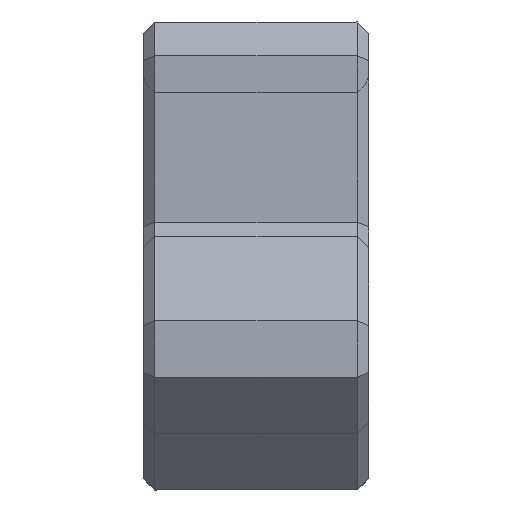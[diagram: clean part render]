
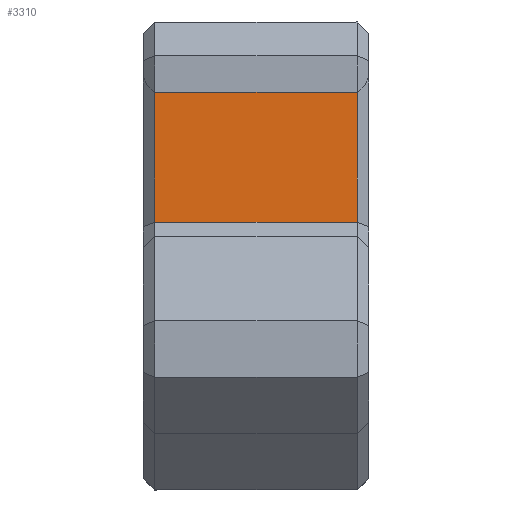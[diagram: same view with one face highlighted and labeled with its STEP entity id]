
A CAD part, left-side view. The second image highlights one B-rep face of the part: STEP entity #3310.
In plain terms, the highlighted planar face has unit normal (-1, 0, 0).
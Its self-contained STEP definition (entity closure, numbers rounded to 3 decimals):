
#128=FACE_OUTER_BOUND('',#332,.T.);
#332=EDGE_LOOP('',(#2533,#2534,#2535,#2536));
#671=LINE('',#4986,#1130);
#693=LINE('',#5031,#1152);
#695=LINE('',#5035,#1154);
#696=LINE('',#5036,#1155);
#1130=VECTOR('',#4041,1000.);
#1152=VECTOR('',#4087,1000.);
#1154=VECTOR('',#4091,1000.);
#1155=VECTOR('',#4092,1000.);
#1516=VERTEX_POINT('',#4980);
#1517=VERTEX_POINT('',#4984);
#1528=VERTEX_POINT('',#5030);
#1529=VERTEX_POINT('',#5034);
#1863=EDGE_CURVE('',#1517,#1516,#671,.T.);
#1885=EDGE_CURVE('',#1528,#1516,#693,.T.);
#1887=EDGE_CURVE('',#1529,#1517,#695,.T.);
#1888=EDGE_CURVE('',#1528,#1529,#696,.T.);
#2533=ORIENTED_EDGE('',*,*,#1863,.F.);
#2534=ORIENTED_EDGE('',*,*,#1887,.F.);
#2535=ORIENTED_EDGE('',*,*,#1888,.F.);
#2536=ORIENTED_EDGE('',*,*,#1885,.T.);
#3111=PLANE('',#3530);
#3310=ADVANCED_FACE('',(#128),#3111,.T.);
#3530=AXIS2_PLACEMENT_3D('',#5033,#4089,#4090);
#4041=DIRECTION('',(0.,0.,1.));
#4087=DIRECTION('',(0.,1.,0.));
#4089=DIRECTION('center_axis',(-1.,0.,0.));
#4090=DIRECTION('ref_axis',(0.,1.,0.));
#4091=DIRECTION('',(0.,1.,0.));
#4092=DIRECTION('',(0.,0.,-1.));
#4980=CARTESIAN_POINT('',(-17.295,61.864,67.92));
#4984=CARTESIAN_POINT('',(-17.295,61.864,62.65));
#4986=CARTESIAN_POINT('',(-17.295,61.864,56.4));
#5030=CARTESIAN_POINT('',(-17.295,54.664,67.92));
#5031=CARTESIAN_POINT('',(-17.295,72.264,67.92));
#5033=CARTESIAN_POINT('Origin',(-17.295,72.264,52.65));
#5034=CARTESIAN_POINT('',(-17.295,54.664,62.65));
#5035=CARTESIAN_POINT('',(-17.295,63.264,62.65));
#5036=CARTESIAN_POINT('',(-17.295,54.664,56.4));
